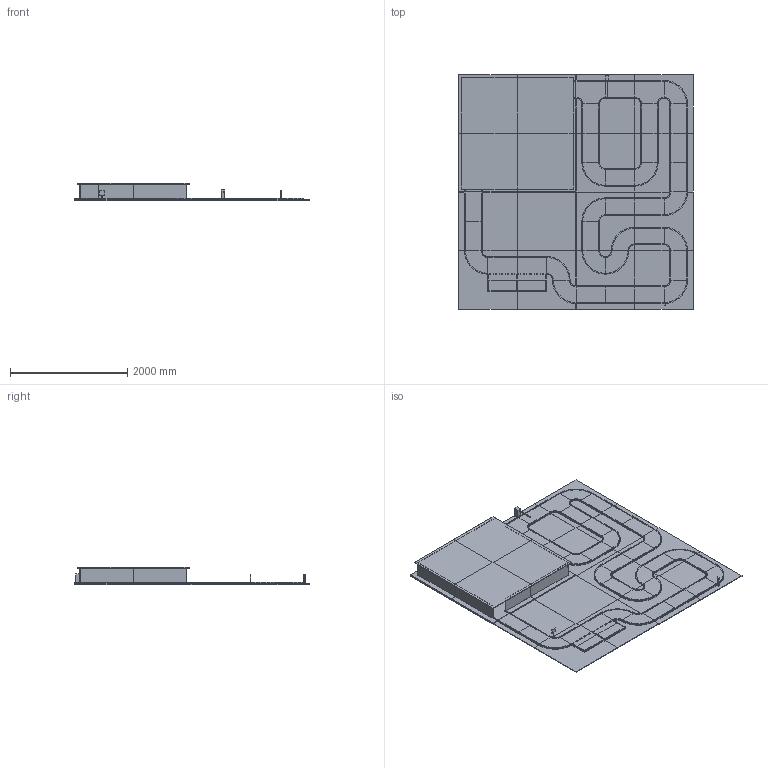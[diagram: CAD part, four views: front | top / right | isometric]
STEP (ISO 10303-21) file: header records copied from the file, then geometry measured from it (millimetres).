
FILE_DESCRIPTION(/* description */ (''),/* implementation_level */ '2;1');
FILE_NAME(/* name */ 'assy_mission_all_ex2.stp',/* time_stamp */ '2017-11-17T07:52:57+09:00',/* author */ ('Platform'),/* organization */ (''),/* preprocessor_version */ 'ST-DEVELOPER v16.13',/* originating_system */ 'Autodesk Inventor 2018',/* authorisation */ '');
FILE_SCHEMA (('AUTOMOTIVE_DESIGN { 1 0 10303 214 3 1 1 }'));
Products named in the file (39): assy_mission_all_ex2; assy_mission_tunnel; wall_plate_750 v2; wall_plate_900 v1; wall_plate_950 v1; tunnel_line; roof_plate v1; tunnel; assy_mission_parking_lot; assy_parkinglot_front_left; assy_parkinglot_rear_left; upper_plate_parking1 v1; straight_line_punkt_parkinglot; line_edge_parkinglot1_1; line_edge_parkinglot_1_2; assy_parkinglot_front_right; assy_parkinglot_rear_right; upper_plate_parking2 v1; line_edge_parkinglot_2_1; line_edge_parkinglot_2_2; parkinglot; assy_mission_traffic_light; trafficlight; assy_mission_level_crossing; assy_lower_plates; lower_plate v1; assy_curved_left; assy_three_way_intersection_left_open; assy_straight_both_white; assy_curved_right; upper_plate_curve v1; curved_line_big; assy_straight; upper_plate_straight v1; assy_three_way_intersection_left_closed; upper_plate_crossway v1; straight_line; curved_line_sml; bar
Assembly tree (118 placements, depth 4):
  assy_mission_all_ex2
    assy_mission_tunnel
      assy_lower_plates  x3
        lower_plate v1
      wall_plate_750 v2  x2
      wall_plate_950 v1  x4
      wall_plate_900 v1  x2
      tunnel_line  x4
      roof_plate v1  x4
      tunnel
    assy_mission_parking_lot
      assy_lower_plates
        lower_plate v1  x4
      assy_straight  x2
        upper_plate_straight v1
        straight_line
      assy_curved_left  x2
        upper_plate_curve v1
        curved_line_big
        curved_line_sml
      assy_parkinglot_front_left
        upper_plate_parking1 v1
        straight_line
        straight_line_punkt_parkinglot  x5
        line_edge_parkinglot1_1
        line_edge_parkinglot_1_2
      assy_parkinglot_rear_left
        upper_plate_parking1 v1
        straight_line
        straight_line_punkt_parkinglot  x5
        line_edge_parkinglot1_1
        line_edge_parkinglot_1_2
      assy_parkinglot_front_right
        upper_plate_parking2 v1
        straight_line
        line_edge_parkinglot_2_1
        line_edge_parkinglot_2_2
      assy_parkinglot_rear_right
        upper_plate_parking2 v1
        straight_line
        line_edge_parkinglot_2_1
        line_edge_parkinglot_2_2
      assy_curved_right
        upper_plate_curve v1
        curved_line_big
        curved_line_sml
      parkinglot
    assy_mission_traffic_light
      assy_lower_plates
        lower_plate v1  x4
      assy_straight  x8
        upper_plate_straight v1
        straight_line
      assy_curved_left  x4
        upper_plate_curve v1
        curved_line_big
        curved_line_sml
      assy_curved_right  x3
        upper_plate_curve v1
        curved_line_big
Bounding box: 4000 x 4000 x 290 mm (x, y, z)
Volume: 464521940.7 mm3; surface area: 80058687.5 mm2
Topology: 200 solids, 200 shells, 1244 faces, 2523 edges, 1690 vertices
Faces by surface type: plane 1099, cylinder 145
Full cylindrical faces by diameter (mm): 25 x3
Entity records: 7451 total; most frequent: DIRECTION 1138, CARTESIAN_POINT 1044, ORIENTED_EDGE 816, EDGE_CURVE 408, AXIS2_PLACEMENT_3D 380, LINE 378, VECTOR 378, VERTEX_POINT 274
